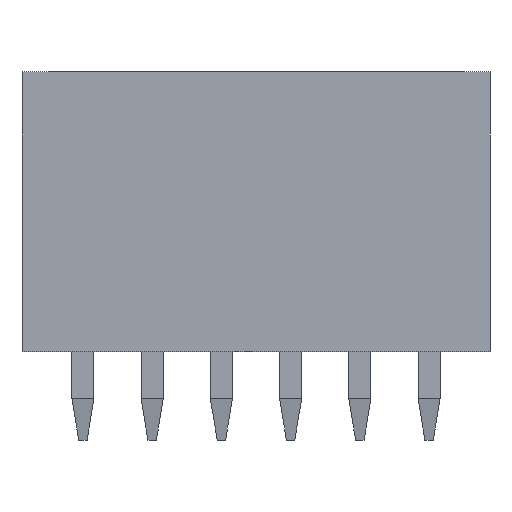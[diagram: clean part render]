
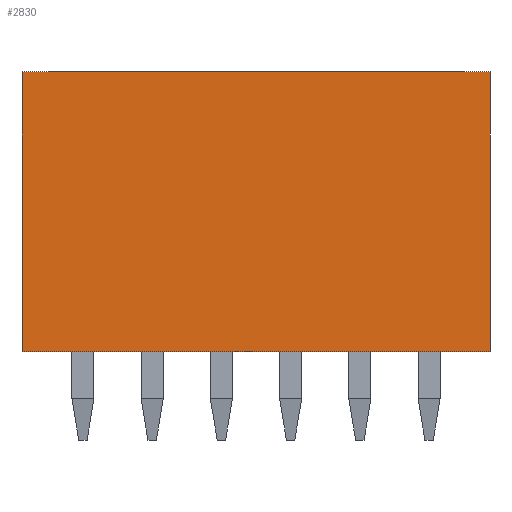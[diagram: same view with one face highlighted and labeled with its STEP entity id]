
A CAD part, front view. The second image highlights one B-rep face of the part: STEP entity #2830.
In plain terms, the highlighted planar face has unit normal (0, -1, 0).
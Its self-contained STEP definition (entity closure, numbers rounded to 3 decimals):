
#2812=AXIS2_PLACEMENT_3D('Plane Axis2P3D',#2809,#2810,#2811) ;
#781=CARTESIAN_POINT('Vertex',(0.,0.,13.3)) ;
#786=CARTESIAN_POINT('Line Origine',(8.45,0.,13.3)) ;
#790=CARTESIAN_POINT('Vertex',(16.9,0.,13.3)) ;
#1304=CARTESIAN_POINT('Vertex',(0.,0.,3.2)) ;
#1311=CARTESIAN_POINT('Vertex',(16.9,0.,3.2)) ;
#1314=CARTESIAN_POINT('Line Origine',(8.45,0.,3.2)) ;
#2809=CARTESIAN_POINT('Axis2P3D Location',(0.95,0.,6.7)) ;
#2814=CARTESIAN_POINT('Line Origine',(0.,0.,8.25)) ;
#2819=CARTESIAN_POINT('Line Origine',(16.9,0.,8.25)) ;
#787=DIRECTION('Vector Direction',(-1.,0.,0.)) ;
#1315=DIRECTION('Vector Direction',(-1.,0.,0.)) ;
#2810=DIRECTION('Axis2P3D Direction',(0.,-1.,-0.)) ;
#2811=DIRECTION('Axis2P3D XDirection',(0.,0.,-1.)) ;
#2815=DIRECTION('Vector Direction',(0.,0.,1.)) ;
#2820=DIRECTION('Vector Direction',(0.,0.,1.)) ;
#788=VECTOR('Line Direction',#787,1.) ;
#1316=VECTOR('Line Direction',#1315,1.) ;
#2816=VECTOR('Line Direction',#2815,1.) ;
#2821=VECTOR('Line Direction',#2820,1.) ;
#2825=ORIENTED_EDGE('',*,*,#2818,.F.) ;
#2826=ORIENTED_EDGE('',*,*,#1318,.F.) ;
#2827=ORIENTED_EDGE('',*,*,#2823,.T.) ;
#2828=ORIENTED_EDGE('',*,*,#792,.T.) ;
#2830=ADVANCED_FACE('BREP_WITH_VOIDS #5831',(#2829),#2813,.T.) ;
#792=EDGE_CURVE('',#791,#782,#789,.T.) ;
#1318=EDGE_CURVE('',#1312,#1305,#1317,.T.) ;
#2818=EDGE_CURVE('',#1305,#782,#2817,.T.) ;
#2823=EDGE_CURVE('',#1312,#791,#2822,.T.) ;
#2824=EDGE_LOOP('',(#2825,#2826,#2827,#2828)) ;
#2829=FACE_OUTER_BOUND('',#2824,.T.) ;
#789=LINE('Line',#786,#788) ;
#1317=LINE('Line',#1314,#1316) ;
#2817=LINE('Line',#2814,#2816) ;
#2822=LINE('Line',#2819,#2821) ;
#2813=PLANE('',#2812) ;
#782=VERTEX_POINT('',#781) ;
#791=VERTEX_POINT('',#790) ;
#1305=VERTEX_POINT('',#1304) ;
#1312=VERTEX_POINT('',#1311) ;
